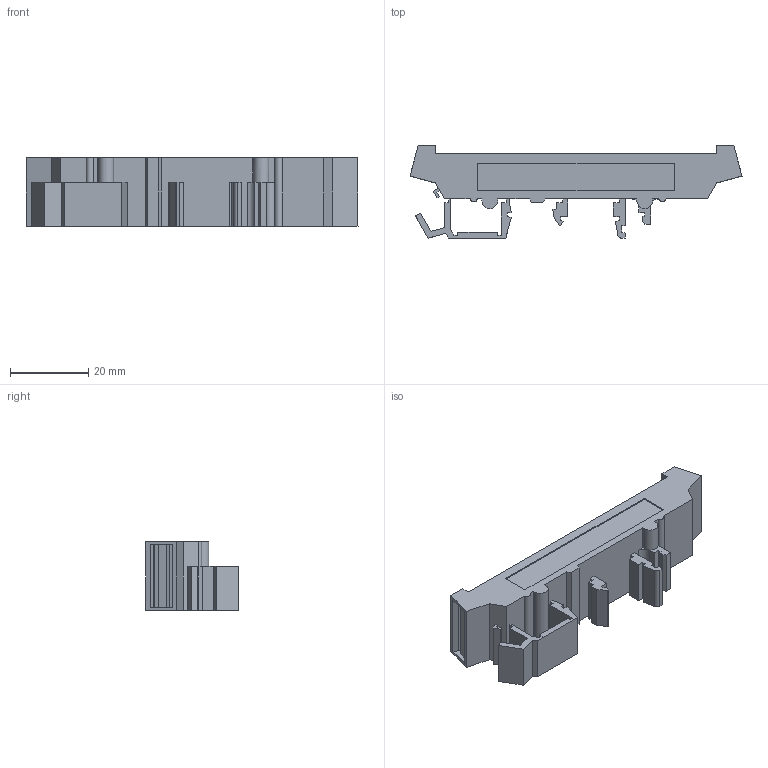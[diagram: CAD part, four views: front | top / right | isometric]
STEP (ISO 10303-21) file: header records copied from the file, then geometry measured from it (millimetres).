
FILE_DESCRIPTION(('STEP AP214'),'1');
FILE_NAME('VPC17_1.stp','2021-06-01T10:18:39',(' '),(' '),'Spatial InterOp 3D',' ',' ');
FILE_SCHEMA(('automotive_design'));
Length unit declared in the file: metre
Products named in the file (1): 1
Bounding box: 84.64 x 23.5 x 17.5 mm (x, y, z)
Volume: 6844.2 mm3; surface area: 9603.5 mm2
Topology: 1 solids, 1 shells, 202 faces, 575 edges, 382 vertices
Faces by surface type: plane 190, cylinder 11, extrusion 1
Entity records: 8144 total; most frequent: CARTESIAN_POINT 1228, ORIENTED_EDGE 1150, DIRECTION 1000, EDGE_CURVE 575, VECTOR 544, LINE 543, VERTEX_POINT 382, AXIS2_PLACEMENT_3D 228
